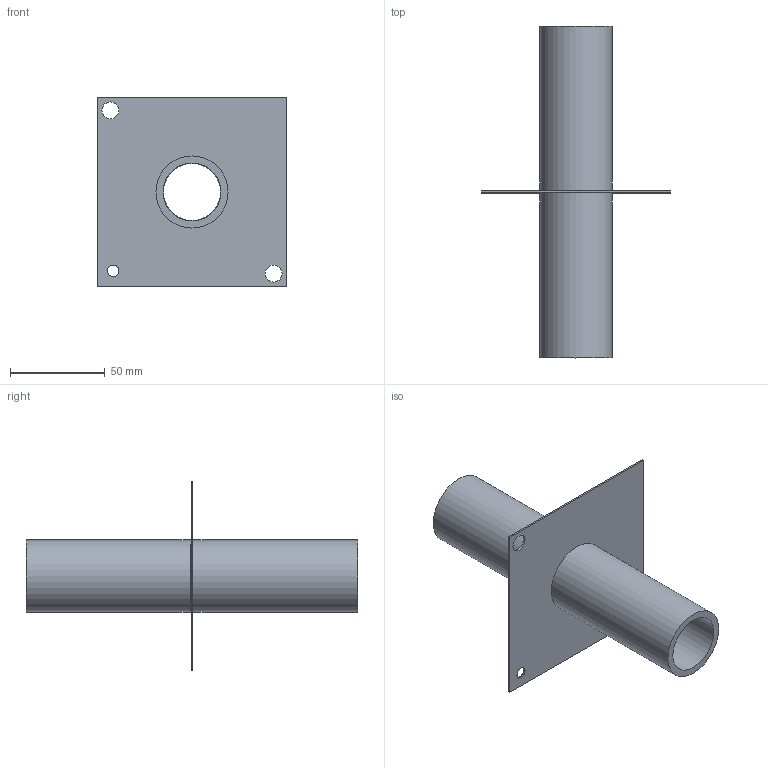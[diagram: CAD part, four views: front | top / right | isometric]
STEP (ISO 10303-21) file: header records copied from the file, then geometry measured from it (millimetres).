
FILE_DESCRIPTION(/* description */ (''),/* implementation_level */ '2;1');
FILE_NAME(/* name */ '51141_BWD_10.stp',/* time_stamp */ '2015-05-08T09:59:33+02:00',/* author */ ('guzb562'),/* organization */ (''),/* preprocessor_version */ 'ST-DEVELOPER v15.6',/* originating_system */ 'Autodesk Inventor 2015',/* authorisation */ '');
FILE_SCHEMA (('AUTOMOTIVE_DESIGN { 1 0 10303 214 3 1 1 }'));
Length unit declared in the file: millimetre
Products named in the file (1): 51141_BWD_10
Bounding box: 100 x 175 x 100 mm (x, y, z)
Volume: 82342.4 mm3; surface area: 56134.8 mm2
Topology: 1 solids, 1 shells, 223 faces, 585 edges, 390 vertices
Faces by surface type: plane 133, bspline 78, cylinder 12
Full cylindrical faces by diameter (mm): 6 x1, 9 x2, 30 x1, 30.5 x2, 38 x2
Entity records: 7706 total; most frequent: CARTESIAN_POINT 2643, ORIENTED_EDGE 1154, DIRECTION 737, EDGE_CURVE 577, LINE 397, VECTOR 397, VERTEX_POINT 390, EDGE_LOOP 265
